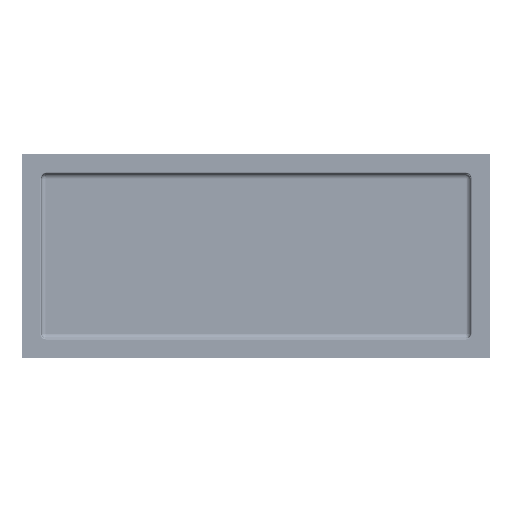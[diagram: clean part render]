
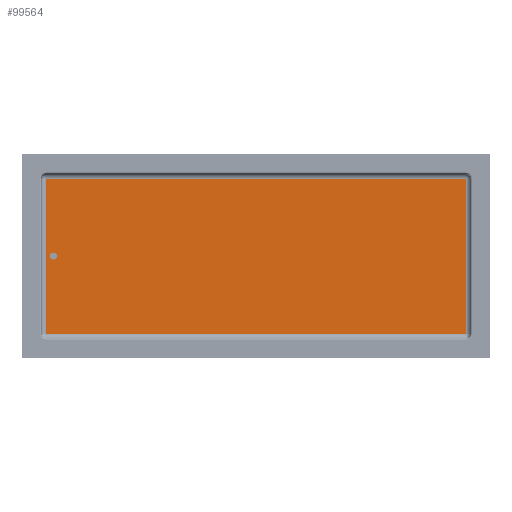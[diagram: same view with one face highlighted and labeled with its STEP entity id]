
A CAD part, top view. The second image highlights one B-rep face of the part: STEP entity #99564.
In plain terms, the highlighted planar face has unit normal (0, 0, 1).
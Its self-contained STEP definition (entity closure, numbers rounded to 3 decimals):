
#3940=PLANE('',#106576);
#11531=FACE_BOUND('',#19471,.T.);
#13906=FACE_OUTER_BOUND('',#19470,.T.);
#19470=EDGE_LOOP('',(#78029,#78030,#78031,#78032));
#19471=EDGE_LOOP('',(#78033,#78034));
#25586=CIRCLE('',#106577,11.);
#25587=CIRCLE('',#106578,11.);
#31274=LINE('',#171021,#39032);
#31275=LINE('',#171023,#39033);
#31276=LINE('',#171025,#39034);
#31277=LINE('',#171026,#39035);
#39032=VECTOR('',#122643,10.);
#39033=VECTOR('',#122644,10.);
#39034=VECTOR('',#122645,10.);
#39035=VECTOR('',#122646,10.);
#47334=VERTEX_POINT('',#171019);
#47335=VERTEX_POINT('',#171020);
#47336=VERTEX_POINT('',#171022);
#47337=VERTEX_POINT('',#171024);
#47338=VERTEX_POINT('',#171027);
#47339=VERTEX_POINT('',#171028);
#58704=EDGE_CURVE('',#47334,#47335,#31274,.T.);
#58705=EDGE_CURVE('',#47335,#47336,#31275,.T.);
#58706=EDGE_CURVE('',#47336,#47337,#31276,.T.);
#58707=EDGE_CURVE('',#47337,#47334,#31277,.T.);
#58708=EDGE_CURVE('',#47338,#47339,#25586,.T.);
#58709=EDGE_CURVE('',#47339,#47338,#25587,.T.);
#78029=ORIENTED_EDGE('',*,*,#58704,.T.);
#78030=ORIENTED_EDGE('',*,*,#58705,.T.);
#78031=ORIENTED_EDGE('',*,*,#58706,.T.);
#78032=ORIENTED_EDGE('',*,*,#58707,.T.);
#78033=ORIENTED_EDGE('',*,*,#58708,.T.);
#78034=ORIENTED_EDGE('',*,*,#58709,.T.);
#99564=ADVANCED_FACE('',(#13906,#11531),#3940,.F.);
#106576=AXIS2_PLACEMENT_3D('',#171018,#122641,#122642);
#106577=AXIS2_PLACEMENT_3D('',#171029,#122647,#122648);
#106578=AXIS2_PLACEMENT_3D('',#171030,#122649,#122650);
#122641=DIRECTION('center_axis',(0.,0.,-1.));
#122642=DIRECTION('ref_axis',(-1.,0.,0.));
#122643=DIRECTION('',(0.,-1.,0.));
#122644=DIRECTION('',(1.,0.,0.));
#122645=DIRECTION('',(0.,1.,0.));
#122646=DIRECTION('',(-1.,0.,0.));
#122647=DIRECTION('center_axis',(0.,0.,-1.));
#122648=DIRECTION('ref_axis',(1.,0.,0.));
#122649=DIRECTION('center_axis',(0.,0.,-1.));
#122650=DIRECTION('ref_axis',(1.,0.,0.));
#171018=CARTESIAN_POINT('Origin',(0.,0.,
-103.5));
#171019=CARTESIAN_POINT('',(-650.,240.,-103.5));
#171020=CARTESIAN_POINT('',(-650.,-240.,-103.5));
#171021=CARTESIAN_POINT('',(-650.,-128.25,-103.5));
#171022=CARTESIAN_POINT('',(650.,-240.,-103.5));
#171023=CARTESIAN_POINT('',(333.25,-240.,-103.5));
#171024=CARTESIAN_POINT('',(650.,240.,-103.5));
#171025=CARTESIAN_POINT('',(650.,128.25,-103.5));
#171026=CARTESIAN_POINT('',(-333.25,240.,-103.5));
#171027=CARTESIAN_POINT('',(-616.5,0.,-103.5));
#171028=CARTESIAN_POINT('',(-638.5,0.,-103.5));
#171029=CARTESIAN_POINT('Origin',(-627.5,0.,-103.5));
#171030=CARTESIAN_POINT('Origin',(-627.5,0.,-103.5));
